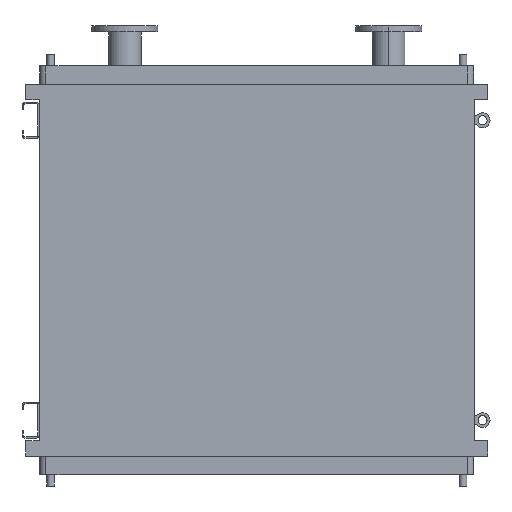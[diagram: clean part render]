
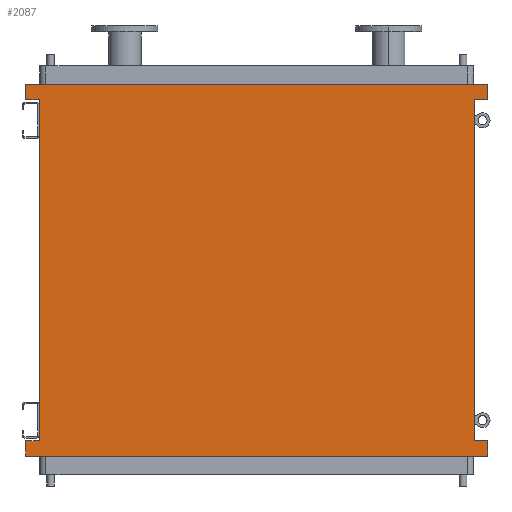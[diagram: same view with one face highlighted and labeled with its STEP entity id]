
A CAD part, front view. The second image highlights one B-rep face of the part: STEP entity #2087.
In plain terms, the highlighted planar face has unit normal (0, -1, 0).
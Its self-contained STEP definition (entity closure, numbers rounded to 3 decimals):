
#157 = ORIENTED_EDGE ( 'NONE', *, *, #3758, .F. ) ;
#218 = LINE ( 'NONE', #6505, #6059 ) ;
#249 = LINE ( 'NONE', #5298, #5888 ) ;
#596 = CARTESIAN_POINT ( 'NONE',  ( -771., 0., 95. ) ) ;
#689 = CARTESIAN_POINT ( 'NONE',  ( -725., 0., -1050. ) ) ;
#729 = LINE ( 'NONE', #858, #7450 ) ;
#831 = ORIENTED_EDGE ( 'NONE', *, *, #6252, .F. ) ;
#858 = CARTESIAN_POINT ( 'NONE',  ( 771., 0., 95. ) ) ;
#1226 = FACE_OUTER_BOUND ( 'NONE', #7851, .T. ) ;
#1229 = CARTESIAN_POINT ( 'NONE',  ( 725., 0., -1093. ) ) ;
#1271 = CARTESIAN_POINT ( 'NONE',  ( 725., 0., -1050. ) ) ;
#1299 = ORIENTED_EDGE ( 'NONE', *, *, #6053, .F. ) ;
#1327 = CARTESIAN_POINT ( 'NONE',  ( 771., 0., -1093. ) ) ;
#1384 = EDGE_CURVE ( 'NONE', #1866, #7276, #218, .T. ) ;
#1578 = VECTOR ( 'NONE', #8175, 1000. ) ;
#1866 = VERTEX_POINT ( 'NONE', #2282 ) ;
#1978 = PLANE ( 'NONE',  #6555 ) ;
#1982 = EDGE_CURVE ( 'NONE', #2826, #6769, #249, .T. ) ;
#2018 = LINE ( 'NONE', #3384, #4246 ) ;
#2087 = ADVANCED_FACE ( 'NONE', ( #1226 ), #1978, .T. ) ;
#2135 = EDGE_CURVE ( 'NONE', #7276, #8187, #2018, .T. ) ;
#2163 = ORIENTED_EDGE ( 'NONE', *, *, #4746, .F. ) ;
#2167 = DIRECTION ( 'NONE',  ( -1., 0., 0. ) ) ;
#2180 = LINE ( 'NONE', #3294, #7998 ) ;
#2282 = CARTESIAN_POINT ( 'NONE',  ( 771., 0., 95. ) ) ;
#2344 = DIRECTION ( 'NONE',  ( 1., 0., 0. ) ) ;
#2395 = VERTEX_POINT ( 'NONE', #4776 ) ;
#2467 = LINE ( 'NONE', #1271, #2944 ) ;
#2490 = ORIENTED_EDGE ( 'NONE', *, *, #2135, .F. ) ;
#2741 = CARTESIAN_POINT ( 'NONE',  ( -771., 0., 43. ) ) ;
#2826 = VERTEX_POINT ( 'NONE', #7280 ) ;
#2827 = VECTOR ( 'NONE', #2344, 1000. ) ;
#2863 = ORIENTED_EDGE ( 'NONE', *, *, #4447, .F. ) ;
#2888 = DIRECTION ( 'NONE',  ( 0., 0., -1. ) ) ;
#2944 = VECTOR ( 'NONE', #5028, 1000. ) ;
#3017 = ORIENTED_EDGE ( 'NONE', *, *, #1384, .F. ) ;
#3131 = DIRECTION ( 'NONE',  ( 0., -1., 0. ) ) ;
#3158 = VECTOR ( 'NONE', #5260, 1000. ) ;
#3211 = VERTEX_POINT ( 'NONE', #5872 ) ;
#3294 = CARTESIAN_POINT ( 'NONE',  ( -771., 0., -1145. ) ) ;
#3384 = CARTESIAN_POINT ( 'NONE',  ( 725., 0., 43. ) ) ;
#3758 = EDGE_CURVE ( 'NONE', #5595, #2826, #4827, .T. ) ;
#3875 = DIRECTION ( 'NONE',  ( 0., 0., -1. ) ) ;
#3938 = VECTOR ( 'NONE', #2888, 1000. ) ;
#4015 = ORIENTED_EDGE ( 'NONE', *, *, #7257, .F. ) ;
#4021 = LINE ( 'NONE', #2741, #3158 ) ;
#4053 = CARTESIAN_POINT ( 'NONE',  ( -725., 0., -1093. ) ) ;
#4246 = VECTOR ( 'NONE', #4698, 1000. ) ;
#4331 = DIRECTION ( 'NONE',  ( 0., 0., 1. ) ) ;
#4447 = EDGE_CURVE ( 'NONE', #3211, #2395, #4021, .T. ) ;
#4502 = DIRECTION ( 'NONE',  ( 1., 0., 0. ) ) ;
#4518 = ORIENTED_EDGE ( 'NONE', *, *, #7047, .F. ) ;
#4698 = DIRECTION ( 'NONE',  ( -1., 0., 0. ) ) ;
#4746 = EDGE_CURVE ( 'NONE', #6906, #5595, #6398, .T. ) ;
#4776 = CARTESIAN_POINT ( 'NONE',  ( -771., 0., 43. ) ) ;
#4797 = CARTESIAN_POINT ( 'NONE',  ( 725., 0., 43. ) ) ;
#4798 = VECTOR ( 'NONE', #4331, 1000. ) ;
#4821 = CARTESIAN_POINT ( 'NONE',  ( -771., 0., -1093. ) ) ;
#4827 = LINE ( 'NONE', #4905, #3938 ) ;
#4905 = CARTESIAN_POINT ( 'NONE',  ( 771., 0., -1093. ) ) ;
#5007 = CARTESIAN_POINT ( 'NONE',  ( -771., 0., -1145. ) ) ;
#5028 = DIRECTION ( 'NONE',  ( 0., 0., 1. ) ) ;
#5064 = VERTEX_POINT ( 'NONE', #4821 ) ;
#5136 = CARTESIAN_POINT ( 'NONE',  ( 725., 0., -1093. ) ) ;
#5145 = DIRECTION ( 'NONE',  ( 0., 0., -1. ) ) ;
#5198 = CARTESIAN_POINT ( 'NONE',  ( 771., 0., 43. ) ) ;
#5234 = ORIENTED_EDGE ( 'NONE', *, *, #1982, .F. ) ;
#5260 = DIRECTION ( 'NONE',  ( -1., 0., 0. ) ) ;
#5273 = EDGE_CURVE ( 'NONE', #6769, #5064, #2180, .T. ) ;
#5298 = CARTESIAN_POINT ( 'NONE',  ( 771., 0., -1145. ) ) ;
#5593 = VECTOR ( 'NONE', #7594, 1000. ) ;
#5595 = VERTEX_POINT ( 'NONE', #1327 ) ;
#5702 = VERTEX_POINT ( 'NONE', #4053 ) ;
#5872 = CARTESIAN_POINT ( 'NONE',  ( -725., 0., 43. ) ) ;
#5888 = VECTOR ( 'NONE', #2167, 1000. ) ;
#5928 = DIRECTION ( 'NONE',  ( 0., 0., 1. ) ) ;
#5979 = EDGE_CURVE ( 'NONE', #6906, #8187, #2467, .T. ) ;
#6053 = EDGE_CURVE ( 'NONE', #2395, #6360, #6260, .T. ) ;
#6059 = VECTOR ( 'NONE', #5145, 1000. ) ;
#6206 = CARTESIAN_POINT ( 'NONE',  ( -771., 0., 95. ) ) ;
#6252 = EDGE_CURVE ( 'NONE', #5064, #5702, #7219, .T. ) ;
#6260 = LINE ( 'NONE', #596, #4798 ) ;
#6353 = LINE ( 'NONE', #689, #5593 ) ;
#6360 = VERTEX_POINT ( 'NONE', #6206 ) ;
#6398 = LINE ( 'NONE', #1229, #1578 ) ;
#6505 = CARTESIAN_POINT ( 'NONE',  ( 771., 0., 43. ) ) ;
#6555 = AXIS2_PLACEMENT_3D ( 'NONE', #7510, #3131, #3875 ) ;
#6769 = VERTEX_POINT ( 'NONE', #5007 ) ;
#6906 = VERTEX_POINT ( 'NONE', #5136 ) ;
#7047 = EDGE_CURVE ( 'NONE', #5702, #3211, #6353, .T. ) ;
#7219 = LINE ( 'NONE', #7951, #2827 ) ;
#7257 = EDGE_CURVE ( 'NONE', #6360, #1866, #729, .T. ) ;
#7276 = VERTEX_POINT ( 'NONE', #5198 ) ;
#7280 = CARTESIAN_POINT ( 'NONE',  ( 771., 0., -1145. ) ) ;
#7450 = VECTOR ( 'NONE', #4502, 1000. ) ;
#7510 = CARTESIAN_POINT ( 'NONE',  ( -725., 0., -1050. ) ) ;
#7594 = DIRECTION ( 'NONE',  ( 0., 0., 1. ) ) ;
#7750 = ORIENTED_EDGE ( 'NONE', *, *, #5979, .T. ) ;
#7851 = EDGE_LOOP ( 'NONE', ( #7750, #2490, #3017, #4015, #1299, #2863, #4518, #831, #8142, #5234, #157, #2163 ) ) ;
#7951 = CARTESIAN_POINT ( 'NONE',  ( -771., 0., -1093. ) ) ;
#7998 = VECTOR ( 'NONE', #5928, 1000. ) ;
#8142 = ORIENTED_EDGE ( 'NONE', *, *, #5273, .F. ) ;
#8175 = DIRECTION ( 'NONE',  ( 1., 0., 0. ) ) ;
#8187 = VERTEX_POINT ( 'NONE', #4797 ) ;
